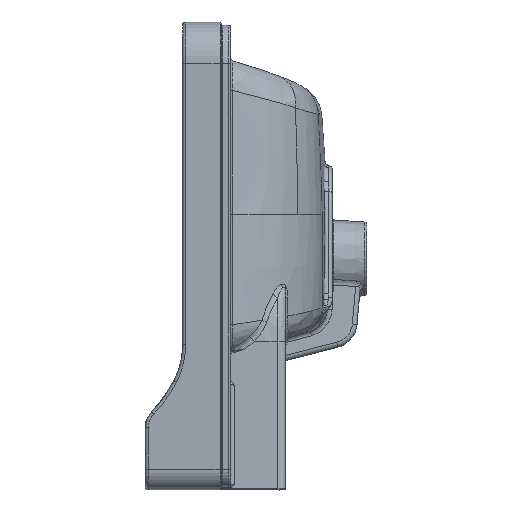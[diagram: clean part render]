
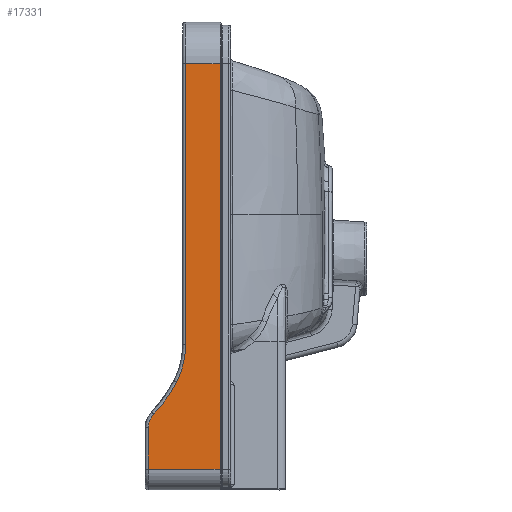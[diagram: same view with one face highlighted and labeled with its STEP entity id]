
A CAD part, left-side view. The second image highlights one B-rep face of the part: STEP entity #17331.
In plain terms, the highlighted planar face has unit normal (-1, 0, 0).
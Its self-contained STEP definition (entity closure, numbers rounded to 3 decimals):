
#395 = CIRCLE ( 'NONE', #989, 134.585 ) ;
#714 = ORIENTED_EDGE ( 'NONE', *, *, #21186, .T. ) ;
#989 = AXIS2_PLACEMENT_3D ( 'NONE', #29122, #31601, #35175 ) ;
#3361 = LINE ( 'NONE', #28689, #35086 ) ;
#3798 = VERTEX_POINT ( 'NONE', #4483 ) ;
#4289 = AXIS2_PLACEMENT_3D ( 'NONE', #27091, #24078, #11031 ) ;
#4483 = CARTESIAN_POINT ( 'NONE',  ( -300., 24.064, 187.5 ) ) ;
#4609 = VERTEX_POINT ( 'NONE', #11845 ) ;
#4985 = VECTOR ( 'NONE', #30904, 1000. ) ;
#5346 = CARTESIAN_POINT ( 'NONE',  ( -300., 87.828, -149.569 ) ) ;
#5412 = ORIENTED_EDGE ( 'NONE', *, *, #33323, .T. ) ;
#5518 = VECTOR ( 'NONE', #23901, 1000. ) ;
#8218 = LINE ( 'NONE', #10861, #4985 ) ;
#8619 = EDGE_CURVE ( 'NONE', #17862, #21846, #11873, .T. ) ;
#9774 = DIRECTION ( 'NONE',  ( -1., 0., 0. ) ) ;
#10135 = CARTESIAN_POINT ( 'NONE',  ( -300., 93., -162.5 ) ) ;
#10289 = DIRECTION ( 'NONE',  ( 0., 0., 1. ) ) ;
#10331 = DIRECTION ( 'NONE',  ( 0., 0., 1. ) ) ;
#10861 = CARTESIAN_POINT ( 'NONE',  ( -300., 57., 187.5 ) ) ;
#11031 = DIRECTION ( 'NONE',  ( 0., 0., 1. ) ) ;
#11845 = CARTESIAN_POINT ( 'NONE',  ( -300., 57., -82.5 ) ) ;
#11873 = LINE ( 'NONE', #31356, #32951 ) ;
#12233 = EDGE_CURVE ( 'NONE', #35960, #4609, #3361, .T. ) ;
#13535 = CIRCLE ( 'NONE', #24385, 78.813 ) ;
#13600 = ORIENTED_EDGE ( 'NONE', *, *, #23685, .T. ) ;
#14489 = VERTEX_POINT ( 'NONE', #5346 ) ;
#16112 = CARTESIAN_POINT ( 'NONE',  ( -300., 24.064, -202.5 ) ) ;
#16393 = FACE_OUTER_BOUND ( 'NONE', #16889, .T. ) ;
#16889 = EDGE_LOOP ( 'NONE', ( #21266, #714, #31679, #5412, #28806, #21516, #27453, #13600 ) ) ;
#17331 = ADVANCED_FACE ( 'NONE', ( #16393 ), #24695, .T. ) ;
#17862 = VERTEX_POINT ( 'NONE', #10135 ) ;
#18083 = CARTESIAN_POINT ( 'NONE',  ( -300., 60., -202.5 ) ) ;
#18237 = EDGE_CURVE ( 'NONE', #23516, #14489, #395, .T. ) ;
#21186 = EDGE_CURVE ( 'NONE', #4609, #23516, #13535, .T. ) ;
#21266 = ORIENTED_EDGE ( 'NONE', *, *, #12233, .T. ) ;
#21448 = CARTESIAN_POINT ( 'NONE',  ( -300., 65.902, -118.885 ) ) ;
#21516 = ORIENTED_EDGE ( 'NONE', *, *, #24429, .T. ) ;
#21846 = VERTEX_POINT ( 'NONE', #30054 ) ;
#23516 = VERTEX_POINT ( 'NONE', #21448 ) ;
#23685 = EDGE_CURVE ( 'NONE', #3798, #35960, #8218, .T. ) ;
#23901 = DIRECTION ( 'NONE',  ( 0., 0., -1. ) ) ;
#24078 = DIRECTION ( 'NONE',  ( -1., 0., 0. ) ) ;
#24385 = AXIS2_PLACEMENT_3D ( 'NONE', #33166, #30703, #10289 ) ;
#24429 = EDGE_CURVE ( 'NONE', #21846, #28735, #32256, .T. ) ;
#24695 = PLANE ( 'NONE',  #26335 ) ;
#24886 = CARTESIAN_POINT ( 'NONE',  ( -300., 60., 0. ) ) ;
#25849 = DIRECTION ( 'NONE',  ( 0., 0., -1. ) ) ;
#26335 = AXIS2_PLACEMENT_3D ( 'NONE', #24886, #9774, #10331 ) ;
#27091 = CARTESIAN_POINT ( 'NONE',  ( -300., 74.25, -162.5 ) ) ;
#27453 = ORIENTED_EDGE ( 'NONE', *, *, #35898, .F. ) ;
#27802 = LINE ( 'NONE', #29381, #5518 ) ;
#28689 = CARTESIAN_POINT ( 'NONE',  ( -300., 57., 0. ) ) ;
#28735 = VERTEX_POINT ( 'NONE', #16112 ) ;
#28806 = ORIENTED_EDGE ( 'NONE', *, *, #8619, .T. ) ;
#29122 = CARTESIAN_POINT ( 'NONE',  ( -300., 185.285, -56.752 ) ) ;
#29381 = CARTESIAN_POINT ( 'NONE',  ( -300., 24.064, -202.5 ) ) ;
#30054 = CARTESIAN_POINT ( 'NONE',  ( -300., 93., -202.5 ) ) ;
#30454 = CARTESIAN_POINT ( 'NONE',  ( -300., 57., 187.5 ) ) ;
#30703 = DIRECTION ( 'NONE',  ( 1., 0., 0. ) ) ;
#30846 = CIRCLE ( 'NONE', #4289, 18.75 ) ;
#30904 = DIRECTION ( 'NONE',  ( 0., 1., 0. ) ) ;
#31341 = VECTOR ( 'NONE', #32072, 1000. ) ;
#31356 = CARTESIAN_POINT ( 'NONE',  ( -300., 93., 0. ) ) ;
#31601 = DIRECTION ( 'NONE',  ( 1., 0., 0. ) ) ;
#31679 = ORIENTED_EDGE ( 'NONE', *, *, #18237, .T. ) ;
#31907 = DIRECTION ( 'NONE',  ( 0., 0., -1. ) ) ;
#32072 = DIRECTION ( 'NONE',  ( 0., -1., 0. ) ) ;
#32256 = LINE ( 'NONE', #18083, #31341 ) ;
#32951 = VECTOR ( 'NONE', #31907, 1000. ) ;
#33166 = CARTESIAN_POINT ( 'NONE',  ( -300., 135.813, -82.5 ) ) ;
#33323 = EDGE_CURVE ( 'NONE', #14489, #17862, #30846, .T. ) ;
#35086 = VECTOR ( 'NONE', #25849, 1000. ) ;
#35175 = DIRECTION ( 'NONE',  ( 0., 0., 1. ) ) ;
#35898 = EDGE_CURVE ( 'NONE', #3798, #28735, #27802, .T. ) ;
#35960 = VERTEX_POINT ( 'NONE', #30454 ) ;
